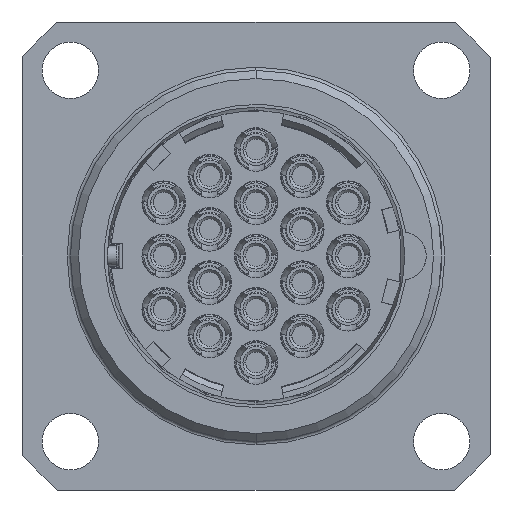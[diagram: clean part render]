
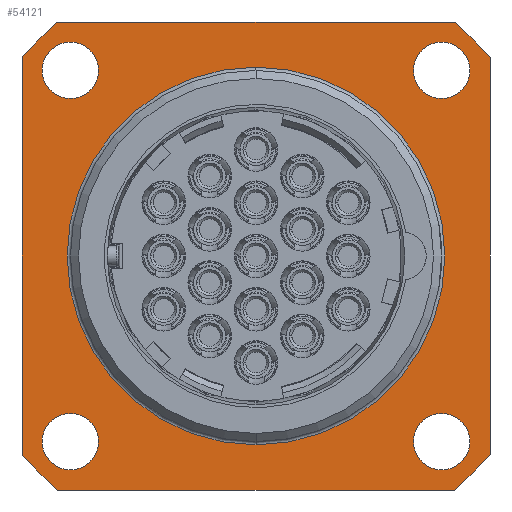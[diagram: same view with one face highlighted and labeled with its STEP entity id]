
A CAD part, left-side view. The second image highlights one B-rep face of the part: STEP entity #54121.
In plain terms, the highlighted planar face has unit normal (-1, 0, 0).
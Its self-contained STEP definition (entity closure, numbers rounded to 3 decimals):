
#69=CARTESIAN_POINT('',(-1.7,0.,0.));
#70=DIRECTION('',(1.,0.,0.));
#71=DIRECTION('',(0.,0.,-1.));
#72=AXIS2_PLACEMENT_3D('',#69,#70,#71);
#84=CARTESIAN_POINT('',(-1.7,0.,0.));
#85=DIRECTION('',(1.,0.,0.));
#86=DIRECTION('',(0.,0.,1.));
#87=AXIS2_PLACEMENT_3D('',#84,#85,#86);
#513=CARTESIAN_POINT('',(-1.7,0.,0.));
#514=DIRECTION('',(-1.,0.,0.));
#515=DIRECTION('',(0.,-0.646,-0.763));
#516=AXIS2_PLACEMENT_3D('',#513,#514,#515);
#518=DIRECTION('',(0.,-1.,0.));
#519=VECTOR('',#518,24.556);
#520=CARTESIAN_POINT('',(-1.7,12.278,-14.5));
#521=LINE('3734',#520,#519);
#522=CARTESIAN_POINT('',(-1.7,0.,0.));
#523=DIRECTION('',(-1.,0.,0.));
#524=DIRECTION('',(0.,0.763,-0.646));
#525=AXIS2_PLACEMENT_3D('',#522,#523,#524);
#527=DIRECTION('',(0.,0.,-1.));
#528=VECTOR('',#527,24.556);
#529=CARTESIAN_POINT('',(-1.7,14.5,12.278));
#530=LINE('3733',#529,#528);
#531=CARTESIAN_POINT('',(-1.7,0.,0.));
#532=DIRECTION('',(-1.,0.,0.));
#533=DIRECTION('',(0.,0.646,0.763));
#534=AXIS2_PLACEMENT_3D('',#531,#532,#533);
#536=DIRECTION('',(0.,1.,0.));
#537=VECTOR('',#536,24.556);
#538=CARTESIAN_POINT('',(-1.7,-12.278,14.5));
#539=LINE('3732',#538,#537);
#540=CARTESIAN_POINT('',(-1.7,0.,0.));
#541=DIRECTION('',(-1.,0.,0.));
#542=DIRECTION('',(0.,-0.763,0.646));
#543=AXIS2_PLACEMENT_3D('',#540,#541,#542);
#545=DIRECTION('',(0.,0.,1.));
#546=VECTOR('',#545,24.556);
#547=CARTESIAN_POINT('',(-1.7,-14.5,-12.278));
#548=LINE('3731',#547,#546);
#549=CARTESIAN_POINT('',(-1.7,11.5,-11.5));
#550=DIRECTION('',(1.,0.,0.));
#551=DIRECTION('',(0.,0.,-1.));
#552=AXIS2_PLACEMENT_3D('',#549,#550,#551);
#554=CARTESIAN_POINT('',(-1.7,11.5,-11.5));
#555=DIRECTION('',(1.,0.,0.));
#556=DIRECTION('',(0.,0.,1.));
#557=AXIS2_PLACEMENT_3D('',#554,#555,#556);
#559=CARTESIAN_POINT('',(-1.7,11.5,11.5));
#560=DIRECTION('',(1.,0.,0.));
#561=DIRECTION('',(0.,0.,-1.));
#562=AXIS2_PLACEMENT_3D('',#559,#560,#561);
#564=CARTESIAN_POINT('',(-1.7,11.5,11.5));
#565=DIRECTION('',(1.,0.,0.));
#566=DIRECTION('',(0.,0.,1.));
#567=AXIS2_PLACEMENT_3D('',#564,#565,#566);
#569=CARTESIAN_POINT('',(-1.7,-11.5,11.5));
#570=DIRECTION('',(1.,0.,0.));
#571=DIRECTION('',(0.,0.,-1.));
#572=AXIS2_PLACEMENT_3D('',#569,#570,#571);
#574=CARTESIAN_POINT('',(-1.7,-11.5,11.5));
#575=DIRECTION('',(1.,0.,0.));
#576=DIRECTION('',(0.,0.,1.));
#577=AXIS2_PLACEMENT_3D('',#574,#575,#576);
#579=CARTESIAN_POINT('',(-1.7,-11.5,-11.5));
#580=DIRECTION('',(1.,0.,0.));
#581=DIRECTION('',(0.,0.,-1.));
#582=AXIS2_PLACEMENT_3D('',#579,#580,#581);
#584=CARTESIAN_POINT('',(-1.7,-11.5,-11.5));
#585=DIRECTION('',(1.,0.,0.));
#586=DIRECTION('',(0.,0.,1.));
#587=AXIS2_PLACEMENT_3D('',#584,#585,#586);
#44039=CARTESIAN_POINT('',(-1.7,-14.5,-12.278));
#44040=CARTESIAN_POINT('',(-1.7,-14.5,12.278));
#44041=VERTEX_POINT('',#44039);
#44042=VERTEX_POINT('',#44040);
#44043=CARTESIAN_POINT('',(-1.7,-12.278,14.5));
#44044=CARTESIAN_POINT('',(-1.7,12.278,14.5));
#44045=VERTEX_POINT('',#44043);
#44046=VERTEX_POINT('',#44044);
#44047=CARTESIAN_POINT('',(-1.7,14.5,12.278));
#44048=CARTESIAN_POINT('',(-1.7,14.5,-12.278));
#44049=VERTEX_POINT('',#44047);
#44050=VERTEX_POINT('',#44048);
#44051=CARTESIAN_POINT('',(-1.7,12.278,-14.5));
#44052=CARTESIAN_POINT('',(-1.7,-12.278,-14.5));
#44053=VERTEX_POINT('',#44051);
#44054=VERTEX_POINT('',#44052);
#44071=CARTESIAN_POINT('',(-1.7,11.5,-13.25));
#44072=CARTESIAN_POINT('',(-1.7,11.5,-9.75));
#44073=VERTEX_POINT('',#44071);
#44074=VERTEX_POINT('',#44072);
#44075=CARTESIAN_POINT('',(-1.7,11.5,9.75));
#44076=CARTESIAN_POINT('',(-1.7,11.5,13.25));
#44077=VERTEX_POINT('',#44075);
#44078=VERTEX_POINT('',#44076);
#44079=CARTESIAN_POINT('',(-1.7,-11.5,9.75));
#44080=CARTESIAN_POINT('',(-1.7,-11.5,13.25));
#44081=VERTEX_POINT('',#44079);
#44082=VERTEX_POINT('',#44080);
#44083=CARTESIAN_POINT('',(-1.7,-11.5,-13.25));
#44084=CARTESIAN_POINT('',(-1.7,-11.5,-9.75));
#44085=VERTEX_POINT('',#44083);
#44086=VERTEX_POINT('',#44084);
#44127=CARTESIAN_POINT('',(-1.7,0.,11.7));
#44128=CARTESIAN_POINT('',(-1.7,0.,-11.7));
#44129=VERTEX_POINT('',#44127);
#44130=VERTEX_POINT('',#44128);
#54070=CARTESIAN_POINT('',(-1.7,0.,0.));
#54071=DIRECTION('',(-1.,0.,0.));
#54072=DIRECTION('',(0.,1.,0.));
#54073=AXIS2_PLACEMENT_3D('',#54070,#54071,#54072);
#54074=PLANE('275',#54073);
#54076=ORIENTED_EDGE('3806',*,*,#54075,.F.);
#54078=ORIENTED_EDGE('3734',*,*,#54077,.F.);
#54080=ORIENTED_EDGE('3809',*,*,#54079,.F.);
#54082=ORIENTED_EDGE('3733',*,*,#54081,.F.);
#54084=ORIENTED_EDGE('3808',*,*,#54083,.F.);
#54086=ORIENTED_EDGE('3732',*,*,#54085,.F.);
#54088=ORIENTED_EDGE('3807',*,*,#54087,.F.);
#54090=ORIENTED_EDGE('3731',*,*,#54089,.F.);
#54091=EDGE_LOOP('275',(#54076,#54078,#54080,#54082,#54084,#54086,#54088,
#54090));
#54092=FACE_OUTER_BOUND('275',#54091,.F.);
#54094=ORIENTED_EDGE('3743',*,*,#54093,.F.);
#54096=ORIENTED_EDGE('3744',*,*,#54095,.F.);
#54097=EDGE_LOOP('275',(#54094,#54096));
#54098=FACE_BOUND('275',#54097,.F.);
#54100=ORIENTED_EDGE('3745',*,*,#54099,.F.);
#54102=ORIENTED_EDGE('3746',*,*,#54101,.F.);
#54103=EDGE_LOOP('275',(#54100,#54102));
#54104=FACE_BOUND('275',#54103,.F.);
#54106=ORIENTED_EDGE('3747',*,*,#54105,.F.);
#54108=ORIENTED_EDGE('3748',*,*,#54107,.F.);
#54109=EDGE_LOOP('275',(#54106,#54108));
#54110=FACE_BOUND('275',#54109,.F.);
#54112=ORIENTED_EDGE('3749',*,*,#54111,.F.);
#54114=ORIENTED_EDGE('3750',*,*,#54113,.F.);
#54115=EDGE_LOOP('275',(#54112,#54114));
#54116=FACE_BOUND('275',#54115,.F.);
#54117=ORIENTED_EDGE('3778',*,*,#53522,.F.);
#54118=ORIENTED_EDGE('3780',*,*,#53507,.F.);
#54119=EDGE_LOOP('275',(#54117,#54118));
#54120=FACE_BOUND('275',#54119,.F.);
#73=CIRCLE('3780',#72,11.7);
#88=CIRCLE('3778',#87,11.7);
#517=CIRCLE('3806',#516,19.);
#526=CIRCLE('3809',#525,19.);
#535=CIRCLE('3808',#534,19.);
#544=CIRCLE('3807',#543,19.);
#553=CIRCLE('3743',#552,1.75);
#558=CIRCLE('3744',#557,1.75);
#563=CIRCLE('3745',#562,1.75);
#568=CIRCLE('3746',#567,1.75);
#573=CIRCLE('3747',#572,1.75);
#578=CIRCLE('3748',#577,1.75);
#583=CIRCLE('3749',#582,1.75);
#588=CIRCLE('3750',#587,1.75);
#53507=EDGE_CURVE('3780',#44130,#44129,#73,.T.);
#53522=EDGE_CURVE('3778',#44129,#44130,#88,.T.);
#54075=EDGE_CURVE('3806',#44054,#44041,#517,.T.);
#54077=EDGE_CURVE('3734',#44053,#44054,#521,.T.);
#54079=EDGE_CURVE('3809',#44050,#44053,#526,.T.);
#54081=EDGE_CURVE('3733',#44049,#44050,#530,.T.);
#54083=EDGE_CURVE('3808',#44046,#44049,#535,.T.);
#54085=EDGE_CURVE('3732',#44045,#44046,#539,.T.);
#54087=EDGE_CURVE('3807',#44042,#44045,#544,.T.);
#54089=EDGE_CURVE('3731',#44041,#44042,#548,.T.);
#54093=EDGE_CURVE('3743',#44073,#44074,#553,.T.);
#54095=EDGE_CURVE('3744',#44074,#44073,#558,.T.);
#54099=EDGE_CURVE('3745',#44077,#44078,#563,.T.);
#54101=EDGE_CURVE('3746',#44078,#44077,#568,.T.);
#54105=EDGE_CURVE('3747',#44081,#44082,#573,.T.);
#54107=EDGE_CURVE('3748',#44082,#44081,#578,.T.);
#54111=EDGE_CURVE('3749',#44085,#44086,#583,.T.);
#54113=EDGE_CURVE('3750',#44086,#44085,#588,.T.);
#54121=ADVANCED_FACE('275',(#54092,#54098,#54104,#54110,#54116,#54120),#54074,
.T.);
